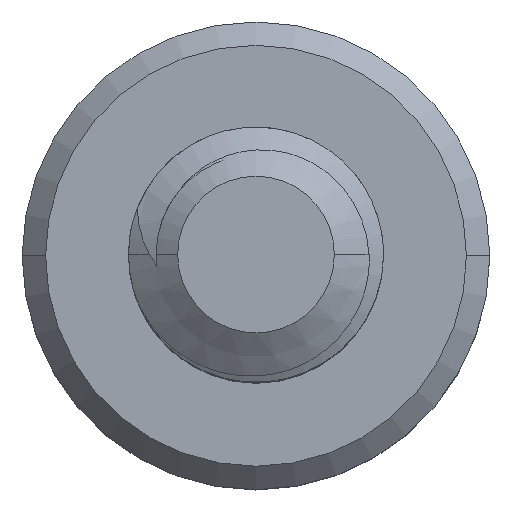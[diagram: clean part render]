
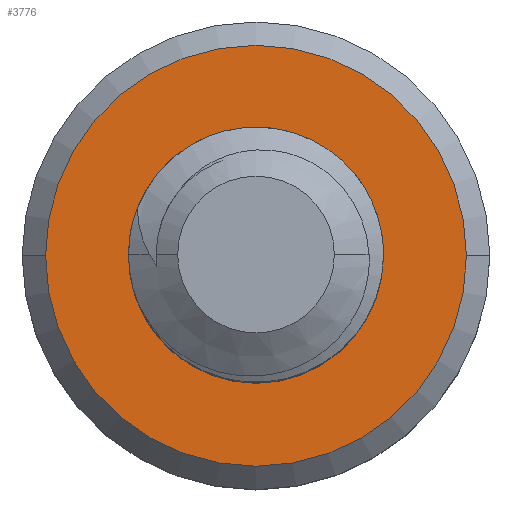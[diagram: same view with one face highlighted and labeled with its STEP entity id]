
A CAD part, top view. The second image highlights one B-rep face of the part: STEP entity #3776.
In plain terms, the highlighted planar face has unit normal (0, 0, 1).
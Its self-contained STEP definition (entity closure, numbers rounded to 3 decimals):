
#23 = EDGE_CURVE ( 'NONE', #1995, #2267, #2541, .T. ) ;
#147 = CARTESIAN_POINT ( 'NONE',  ( 0., 0., -8. ) ) ;
#265 = AXIS2_PLACEMENT_3D ( 'NONE', #147, #494, #2884 ) ;
#402 = DIRECTION ( 'NONE',  ( -1., 0., 0. ) ) ;
#421 = DIRECTION ( 'NONE',  ( 0., 0., 1. ) ) ;
#494 = DIRECTION ( 'NONE',  ( 0., 0., -1. ) ) ;
#625 = CARTESIAN_POINT ( 'NONE',  ( 0., 0., -8. ) ) ;
#717 = EDGE_LOOP ( 'NONE', ( #1048, #3369 ) ) ;
#781 = EDGE_LOOP ( 'NONE', ( #1317, #1885 ) ) ;
#783 = EDGE_CURVE ( 'NONE', #1688, #1794, #1077, .T. ) ;
#928 = CARTESIAN_POINT ( 'NONE',  ( -2.475, 0., -8. ) ) ;
#1017 = AXIS2_PLACEMENT_3D ( 'NONE', #625, #421, #402 ) ;
#1048 = ORIENTED_EDGE ( 'NONE', *, *, #783, .F. ) ;
#1077 = CIRCLE ( 'NONE', #2520, 1.5 ) ;
#1106 = CARTESIAN_POINT ( 'NONE',  ( -1.5, 0., -8. ) ) ;
#1186 = CARTESIAN_POINT ( 'NONE',  ( 0., 0., -8. ) ) ;
#1317 = ORIENTED_EDGE ( 'NONE', *, *, #23, .T. ) ;
#1552 = PLANE ( 'NONE',  #265 ) ;
#1664 = FACE_BOUND ( 'NONE', #717, .T. ) ;
#1688 = VERTEX_POINT ( 'NONE', #1787 ) ;
#1787 = CARTESIAN_POINT ( 'NONE',  ( 1.5, 0., -8. ) ) ;
#1794 = VERTEX_POINT ( 'NONE', #1106 ) ;
#1885 = ORIENTED_EDGE ( 'NONE', *, *, #2244, .T. ) ;
#1975 = DIRECTION ( 'NONE',  ( 0., 0., 1. ) ) ;
#1995 = VERTEX_POINT ( 'NONE', #928 ) ;
#2164 = DIRECTION ( 'NONE',  ( 1., 0., 0. ) ) ;
#2205 = DIRECTION ( 'NONE',  ( 0., 0., 1. ) ) ;
#2244 = EDGE_CURVE ( 'NONE', #2267, #1995, #2532, .T. ) ;
#2247 = CARTESIAN_POINT ( 'NONE',  ( 0., 0., -8. ) ) ;
#2248 = DIRECTION ( 'NONE',  ( 1., 0., 0. ) ) ;
#2267 = VERTEX_POINT ( 'NONE', #2844 ) ;
#2334 = EDGE_CURVE ( 'NONE', #1794, #1688, #2439, .T. ) ;
#2439 = CIRCLE ( 'NONE', #4063, 1.5 ) ;
#2520 = AXIS2_PLACEMENT_3D ( 'NONE', #1186, #1975, #2248 ) ;
#2532 = CIRCLE ( 'NONE', #3891, 2.475 ) ;
#2541 = CIRCLE ( 'NONE', #1017, 2.475 ) ;
#2729 = DIRECTION ( 'NONE',  ( -1., 0., 0. ) ) ;
#2740 = DIRECTION ( 'NONE',  ( 0., 0., 1. ) ) ;
#2765 = CARTESIAN_POINT ( 'NONE',  ( 0., 0., -8. ) ) ;
#2844 = CARTESIAN_POINT ( 'NONE',  ( 2.475, 0., -8. ) ) ;
#2884 = DIRECTION ( 'NONE',  ( -1., 0., 0. ) ) ;
#3369 = ORIENTED_EDGE ( 'NONE', *, *, #2334, .F. ) ;
#3776 = ADVANCED_FACE ( 'NONE', ( #4020, #1664 ), #1552, .F. ) ;
#3891 = AXIS2_PLACEMENT_3D ( 'NONE', #2765, #2740, #2729 ) ;
#4020 = FACE_OUTER_BOUND ( 'NONE', #781, .T. ) ;
#4063 = AXIS2_PLACEMENT_3D ( 'NONE', #2247, #2205, #2164 ) ;
